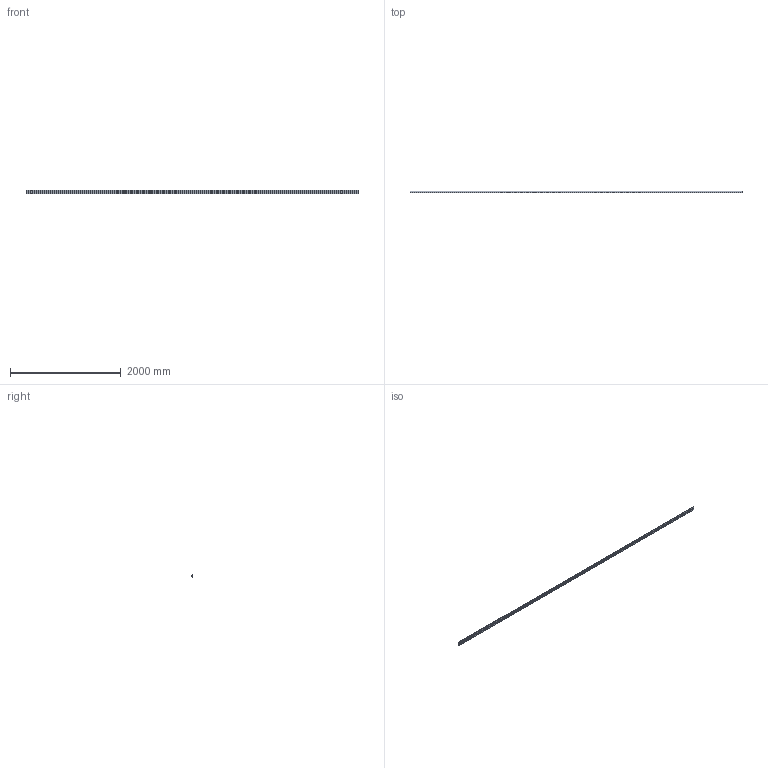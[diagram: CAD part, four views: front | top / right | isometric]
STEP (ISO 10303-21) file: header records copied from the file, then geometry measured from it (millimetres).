
FILE_DESCRIPTION( ( '' ), '1' );
FILE_NAME( 'wuv_30_l_6000_t_200_2_03.stp', '2008-04-10T06:44:06', ( '' ), ( '' ), ' ', ' ', ' ' );
FILE_SCHEMA( ( 'CONFIG_CONTROL_DESIGN' ) );
Length unit declared in the file: millimetre
Products named in the file (1): 1
Bounding box: 6000 x 28.04 x 69 mm (x, y, z)
Volume: 4620076.8 mm3; surface area: 1206922.9 mm2
Topology: 1 solids, 1 shells, 51 faces, 143 edges, 90 vertices
Faces by surface type: cylinder 28, plane 23
Entity records: 1745 total; most frequent: DIRECTION 311, ORIENTED_EDGE 286, CARTESIAN_POINT 285, EDGE_CURVE 143, AXIS2_PLACEMENT_3D 116, VERTEX_POINT 90, LINE 79, VECTOR 79
